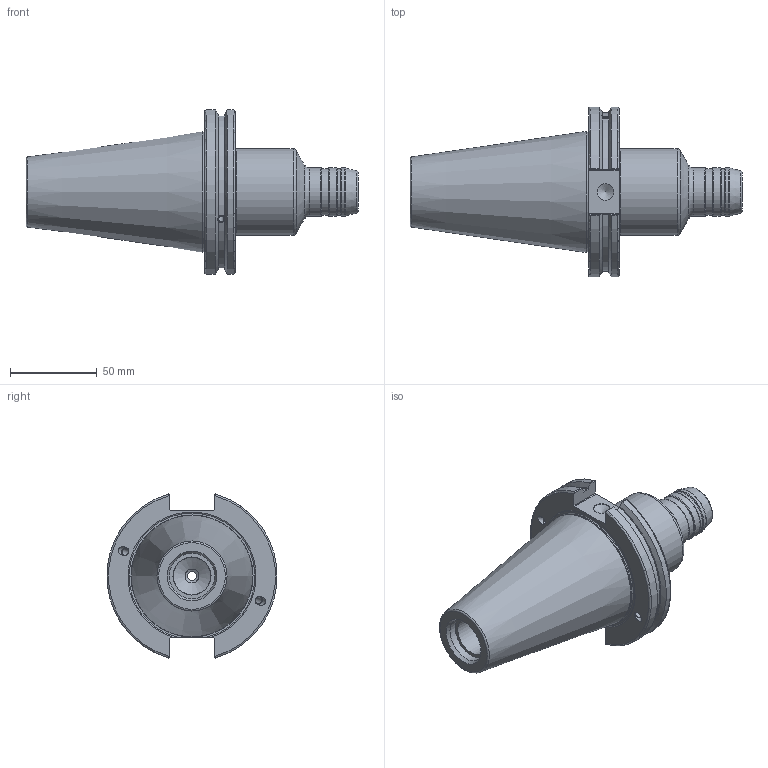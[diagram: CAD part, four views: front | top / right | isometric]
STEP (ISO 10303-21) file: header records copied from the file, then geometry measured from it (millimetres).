
FILE_DESCRIPTION(/* description */ (''),/* implementation_level */ '2;1');
FILE_NAME(/* name */ 'WC022.stp',/* time_stamp */ '2022-02-17T09:12:13+09:00',/* author */ ('eos'),/* organization */ (''),/* preprocessor_version */ 'ST-DEVELOPER v18.1',/* originating_system */ 'Autodesk Inventor 2022',/* authorisation */ '');
FILE_SCHEMA (('AUTOMOTIVE_DESIGN { 1 0 10303 214 3 1 1 }'));
Length unit declared in the file: millimetre
Products named in the file (1): CAT50
Bounding box: 191.6 x 98.06 x 94.69 mm (x, y, z)
Volume: 424410.6 mm3; surface area: 53945.7 mm2
Topology: 1 solids, 1 shells, 110 faces, 302 edges, 199 vertices
Faces by surface type: plane 38, cylinder 33, cone 20, torus 19
Full cylindrical faces by diameter (mm): 3.242 x4, 4.134 x2, 4.2 x2, 4.917 x1, 5 x2, 7.938 x1, 8 x1, 9.5 x1, 9.525 x1, 21.5 x1, 21.971 x1, 26.2 x1, 27 x2, 28 x3, 50 x1, 69.25 x1
Entity records: 3939 total; most frequent: CARTESIAN_POINT 1089, ORIENTED_EDGE 598, DIRECTION 598, EDGE_CURVE 299, AXIS2_PLACEMENT_3D 246, VERTEX_POINT 199, CIRCLE 133, EDGE_LOOP 128
